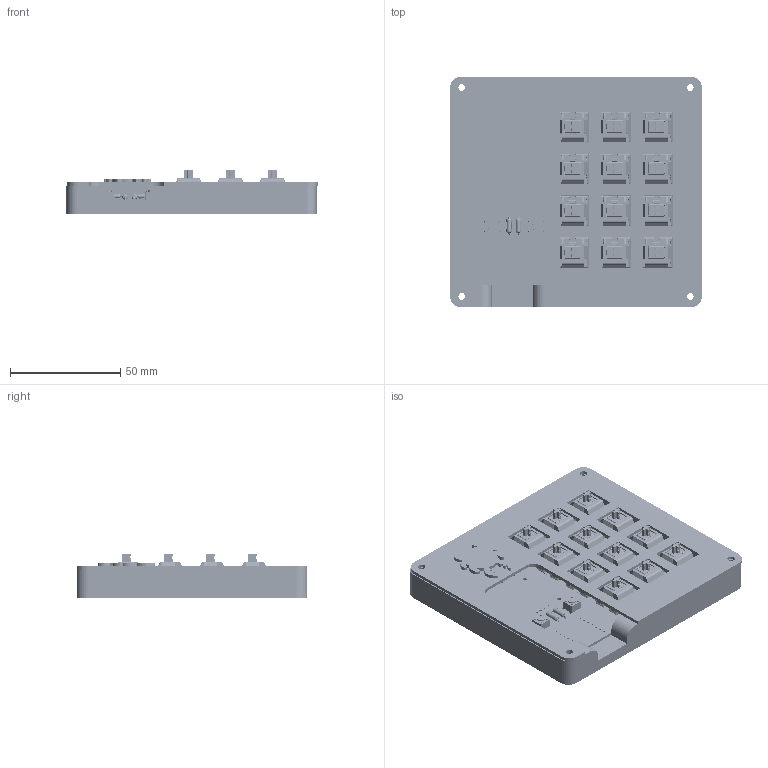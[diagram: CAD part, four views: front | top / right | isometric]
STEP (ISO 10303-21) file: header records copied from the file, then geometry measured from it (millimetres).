
FILE_DESCRIPTION(/* description */ (''),/* implementation_level */ '2;1');
FILE_NAME(/* name */ 'f008a154-b32c-417b-975c-e7f5fbf84829.stp',/* time_stamp */ '2025-06-27T20:04:53Z',/* author */ (''),/* organization */ (''),/* preprocessor_version */ 'ST-DEVELOPER v20.1',/* originating_system */ 'Autodesk Translation Framework v14.10.0.0',/* authorisation */ '');
FILE_SCHEMA (('AUTOMOTIVE_DESIGN { 1 0 10303 214 3 1 1 }'));
Products named in the file (21): complete case; beetlepadfusionmodel 1; Cherry MX-No LED; hackpad_PCB; Cherry MX-No LED_1; Cherry MX-No LED_2; Cherry MX-No LED_3; Cherry MX-No LED_4; Cherry MX-No LED_5; Cherry MX-No LED_6; Cherry MX-No LED_7; Cherry MX-No LED_8; Cherry MX-No LED_9; Cherry MX-No LED_10; D_DO-35_SOD27_P7.62mm_Horizontal; R_Axial_DIN0207_L6.3mm_D2.5mm_P7.62mm_Horizontal; SW_PUSH_6mm; Cherry MX-No LED_11; beetlepadfusionmodel 1.1.1; case; casetop
Assembly tree (44 placements, depth 4):
  complete case
    beetlepadfusionmodel 1
      Cherry MX-No LED
        beetlepadfusionmodel 1.1.1
      D_DO-35_SOD27_P7.62mm_Horizontal  x12
      R_Axial_DIN0207_L6.3mm_D2.5mm_P7.62mm_Horizontal  x2
      SW_PUSH_6mm  x2
      hackpad_PCB
      Cherry MX-No LED_1
        beetlepadfusionmodel 1.1.1
      Cherry MX-No LED_2
        beetlepadfusionmodel 1.1.1
      Cherry MX-No LED_3
        beetlepadfusionmodel 1.1.1
      Cherry MX-No LED_4
        beetlepadfusionmodel 1.1.1
      Cherry MX-No LED_5
        beetlepadfusionmodel 1.1.1
      Cherry MX-No LED_6
        beetlepadfusionmodel 1.1.1
      Cherry MX-No LED_7
        beetlepadfusionmodel 1.1.1
      Cherry MX-No LED_8
        beetlepadfusionmodel 1.1.1
      Cherry MX-No LED_9
        beetlepadfusionmodel 1.1.1
      Cherry MX-No LED_10
        beetlepadfusionmodel 1.1.1
      Cherry MX-No LED_11
        beetlepadfusionmodel 1.1.1
    case
    casetop
Bounding box: 114.31 x 104.88 x 20.09 mm (x, y, z)
Volume: 111437.1 mm3; surface area: 101830 mm2
Topology: 104 solids, 104 shells, 16611 faces, 40747 edges, 23060 vertices
Faces by surface type: cylinder 7015, plane 5429, torus 1614, sphere 1548, bspline 969, cone 36
Full cylindrical faces by diameter (mm): 0.5 x36, 0.6 x4, 0.8 x52, 0.889 x14, 1 x36, 1.1 x8, 1.5 x24, 1.6 x48, 1.7 x24, 2 x40, 2.02 x12, 2.25 x2, 2.5 x4, 2.6 x12, 2.83 x24, 3.4 x8, 3.5 x2, 3.8 x12, 4 x12, 4.8 x12, 6 x4
Entity records: 71408 total; most frequent: CARTESIAN_POINT 20757, ORIENTED_EDGE 10684, DIRECTION 9916, EDGE_CURVE 5342, AXIS2_PLACEMENT_3D 3522, VERTEX_POINT 3296, LINE 2872, VECTOR 2872
